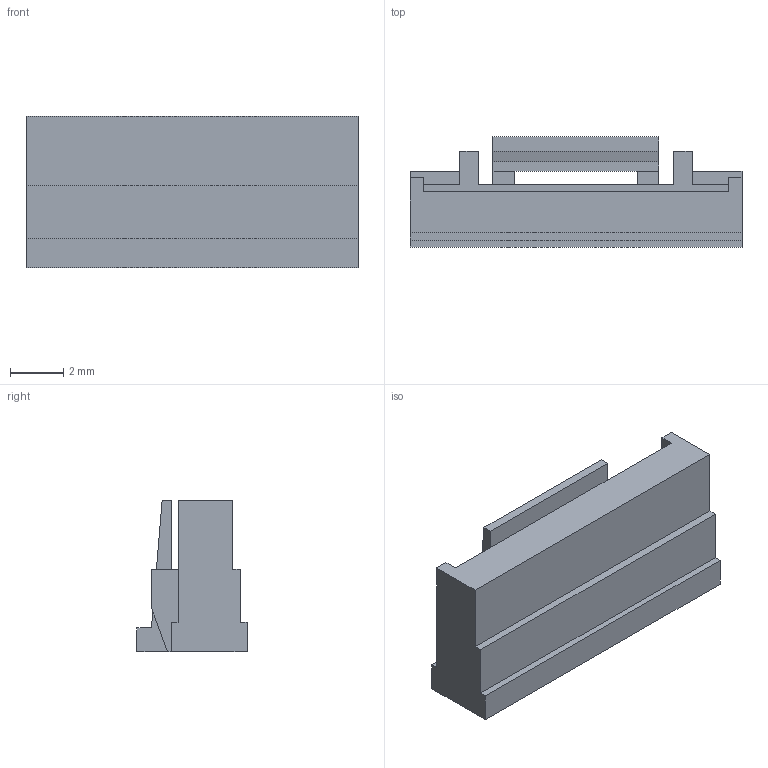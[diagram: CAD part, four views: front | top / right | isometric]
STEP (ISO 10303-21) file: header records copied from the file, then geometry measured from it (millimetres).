
FILE_DESCRIPTION (( 'STEP AP214' ), '1' );
FILE_NAME ('GHR-09V-S.STEP', '2017-06-28T07:50:20', ( '' ), ( '' ), 'SwSTEP 2.0', 'SolidWorks 2012', '' );
FILE_SCHEMA (( 'AUTOMOTIVE_DESIGN' ));
Length unit declared in the file: millimetre
Products named in the file (1): GHR-09V-S
Bounding box: 12.5 x 4.15 x 5.7 mm (x, y, z)
Volume: 165.9 mm3; surface area: 360.5 mm2
Topology: 2 solids, 2 shells, 89 faces, 234 edges, 156 vertices
Faces by surface type: plane 89
Entity records: 2735 total; most frequent: CARTESIAN_POINT 480, ORIENTED_EDGE 468, DIRECTION 414, EDGE_CURVE 234, LINE 234, VECTOR 234, VERTEX_POINT 156, EDGE_LOOP 98
